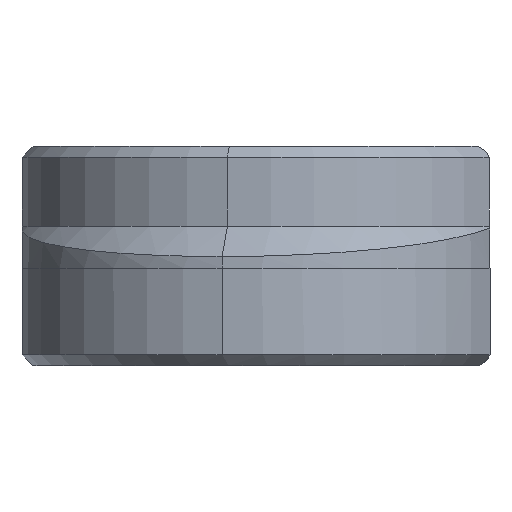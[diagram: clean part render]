
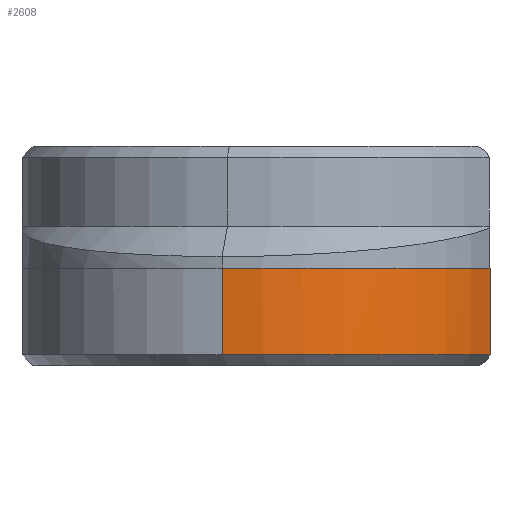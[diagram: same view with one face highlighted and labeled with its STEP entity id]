
A CAD part, left-side view. The second image highlights one B-rep face of the part: STEP entity #2608.
In plain terms, the highlighted cylindrical face has radius 36.001 mm (diameter 72.002 mm), a partial arc.
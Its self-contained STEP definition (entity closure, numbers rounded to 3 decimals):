
#443=CARTESIAN_POINT('',(-90.769,-65.411,7.));
#444=VERTEX_POINT('',#443);
#535=CARTESIAN_POINT('',(-90.769,-65.411,-5.8));
#536=VERTEX_POINT('',#535);
#537=CARTESIAN_POINT('',(-90.769,-65.411,-5.8));
#538=DIRECTION('',(-0.,-0.,1.));
#539=VECTOR('',#538,12.8);
#540=LINE('',#537,#539);
#541=EDGE_CURVE('',#536,#444,#540,.T.);
#585=CARTESIAN_POINT('',(-69.02,-105.017,7.));
#586=VERTEX_POINT('',#585);
#593=CARTESIAN_POINT('',(-69.02,-105.017,-5.8));
#594=VERTEX_POINT('',#593);
#595=CARTESIAN_POINT('',(-69.02,-105.017,-5.8));
#596=DIRECTION('',(-0.,-0.,1.));
#597=VECTOR('',#596,12.8);
#598=LINE('',#595,#597);
#599=EDGE_CURVE('',#594,#586,#598,.T.);
#2329=CARTESIAN_POINT('',(-55.326,-71.722,-5.8));
#2330=DIRECTION('',(0.,0.,-1.));
#2331=DIRECTION('',(-0.175,-0.985,-0.));
#2332=AXIS2_PLACEMENT_3D('',#2329,#2330,#2331);
#2333=CIRCLE('',#2332,36.001);
#2334=EDGE_CURVE('',#594,#536,#2333,.T.);
#2540=CARTESIAN_POINT('',(-69.02,-105.017,7.));
#2541=CARTESIAN_POINT('',(-69.961,-104.63,7.));
#2542=CARTESIAN_POINT('',(-70.886,-104.203,7.));
#2543=CARTESIAN_POINT('',(-71.791,-103.738,7.));
#2544=CARTESIAN_POINT('',(-72.696,-103.272,7.));
#2545=CARTESIAN_POINT('',(-73.581,-102.768,7.));
#2546=CARTESIAN_POINT('',(-74.443,-102.228,7.));
#2547=CARTESIAN_POINT('',(-75.306,-101.688,7.));
#2548=CARTESIAN_POINT('',(-76.145,-101.111,7.));
#2549=CARTESIAN_POINT('',(-76.959,-100.499,7.));
#2550=CARTESIAN_POINT('',(-77.772,-99.888,7.));
#2551=CARTESIAN_POINT('',(-78.559,-99.242,7.));
#2552=CARTESIAN_POINT('',(-79.318,-98.563,7.));
#2553=CARTESIAN_POINT('',(-80.077,-97.885,7.));
#2554=CARTESIAN_POINT('',(-80.807,-97.175,7.));
#2555=CARTESIAN_POINT('',(-81.505,-96.435,7.));
#2556=CARTESIAN_POINT('',(-82.204,-95.695,7.));
#2557=CARTESIAN_POINT('',(-82.871,-94.925,7.));
#2558=CARTESIAN_POINT('',(-83.504,-94.129,7.));
#2559=CARTESIAN_POINT('',(-84.138,-93.332,7.));
#2560=CARTESIAN_POINT('',(-84.737,-92.509,7.));
#2561=CARTESIAN_POINT('',(-85.301,-91.662,7.));
#2562=CARTESIAN_POINT('',(-85.865,-90.814,7.));
#2563=CARTESIAN_POINT('',(-86.392,-89.943,7.));
#2564=CARTESIAN_POINT('',(-86.882,-89.051,7.));
#2565=CARTESIAN_POINT('',(-87.372,-88.159,7.));
#2566=CARTESIAN_POINT('',(-87.824,-87.246,7.));
#2567=CARTESIAN_POINT('',(-88.236,-86.316,7.));
#2568=CARTESIAN_POINT('',(-88.649,-85.386,7.));
#2569=CARTESIAN_POINT('',(-89.022,-84.438,7.));
#2570=CARTESIAN_POINT('',(-89.354,-83.476,7.));
#2571=CARTESIAN_POINT('',(-89.686,-82.514,7.));
#2572=CARTESIAN_POINT('',(-89.978,-81.538,7.));
#2573=CARTESIAN_POINT('',(-90.227,-80.552,7.));
#2574=CARTESIAN_POINT('',(-90.477,-79.565,7.));
#2575=CARTESIAN_POINT('',(-90.685,-78.568,7.));
#2576=CARTESIAN_POINT('',(-90.85,-77.564,7.));
#2577=CARTESIAN_POINT('',(-91.015,-76.56,7.));
#2578=CARTESIAN_POINT('',(-91.137,-75.549,7.));
#2579=CARTESIAN_POINT('',(-91.217,-74.534,7.));
#2580=CARTESIAN_POINT('',(-91.296,-73.52,7.));
#2581=CARTESIAN_POINT('',(-91.333,-72.502,7.));
#2582=CARTESIAN_POINT('',(-91.326,-71.484,7.));
#2583=CARTESIAN_POINT('',(-91.319,-70.466,7.));
#2584=CARTESIAN_POINT('',(-91.269,-69.449,7.));
#2585=CARTESIAN_POINT('',(-91.177,-68.436,7.));
#2586=CARTESIAN_POINT('',(-91.084,-67.422,7.));
#2587=CARTESIAN_POINT('',(-90.948,-66.413,7.));
#2588=CARTESIAN_POINT('',(-90.769,-65.411,7.));
#2589=B_SPLINE_CURVE_WITH_KNOTS('',3,(#2540,#2541,#2542,#2543,#2544,#2545,#2546,#2547,#2548,#2549,#2550,#2551,#2552,#2553,#2554,#2555,#2556,#2557,#2558,#2559,#2560,#2561,#2562,#2563,#2564,#2565,
#2566,#2567,#2568,#2569,#2570,#2571,#2572,#2573,#2574,#2575,#2576,#2577,#2578,#2579,#2580,#2581,#2582,#2583,#2584,#2585,#2586,#2587,#2588),.UNSPECIFIED.,.F.,.F.,(4,3,3,3,3,3,3,3,3,3,3,3,3,3,3,3,4),(0.,0.063,0.125,0.188,0.25,0.313,0.375,0.438,0.5,0.563,0.625,0.688,0.75,0.813,0.875,0.938,1.),.UNSPECIFIED.);
#2590=EDGE_CURVE('',#586,#444,#2589,.T.);
#2597=CARTESIAN_POINT('',(-55.326,-71.722,25.));
#2598=DIRECTION('',(0.,0.,-1.));
#2599=DIRECTION('',(-0.985,0.175,0.));
#2600=AXIS2_PLACEMENT_3D('',#2597,#2598,#2599);
#2601=CYLINDRICAL_SURFACE('',#2600,36.001);
#2602=ORIENTED_EDGE('',*,*,#541,.F.);
#2603=ORIENTED_EDGE('',*,*,#2334,.F.);
#2604=ORIENTED_EDGE('',*,*,#599,.T.);
#2605=ORIENTED_EDGE('',*,*,#2590,.T.);
#2606=EDGE_LOOP('',(#2602,#2603,#2604,#2605));
#2607=FACE_BOUND('',#2606,.T.);
#2608=ADVANCED_FACE('',(#2607),#2601,.T.);
